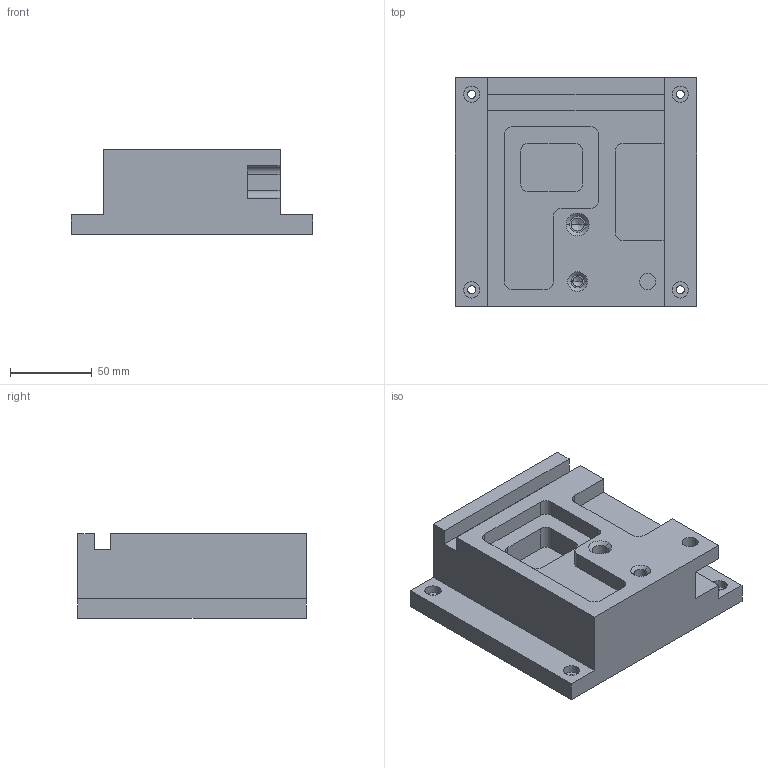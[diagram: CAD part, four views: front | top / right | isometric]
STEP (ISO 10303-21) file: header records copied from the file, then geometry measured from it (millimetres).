
FILE_DESCRIPTION(('produced by SPATIAL CORP'),'2;1');
FILE_NAME('DEMO07.hh.sat.stp','2002-04-19T11:17:17+00:00',('SPATIAL CORP'),('SPATIAL CORP'), 'ACIS STEP Husk','http://www.spatial.com','SPATIAL CORP');
FILE_SCHEMA(('CONFIG_CONTROL_DESIGN'));
Length unit declared in the file: millimetre
Products named in the file (1): PRODUCT_ID_1
Bounding box: 148 x 140 x 52 mm (x, y, z)
Volume: 746951.4 mm3; surface area: 78984 mm2
Topology: 1 solids, 1 shells, 88 faces, 226 edges, 146 vertices
Faces by surface type: plane 40, cylinder 40, cone 8
Entity records: 2508 total; most frequent: ORIENTED_EDGE 444, CARTESIAN_POINT 403, DIRECTION 382, EDGE_CURVE 222, VERTEX_POINT 146, VECTOR 132, LINE 132, AXIS2_PLACEMENT_3D 125
